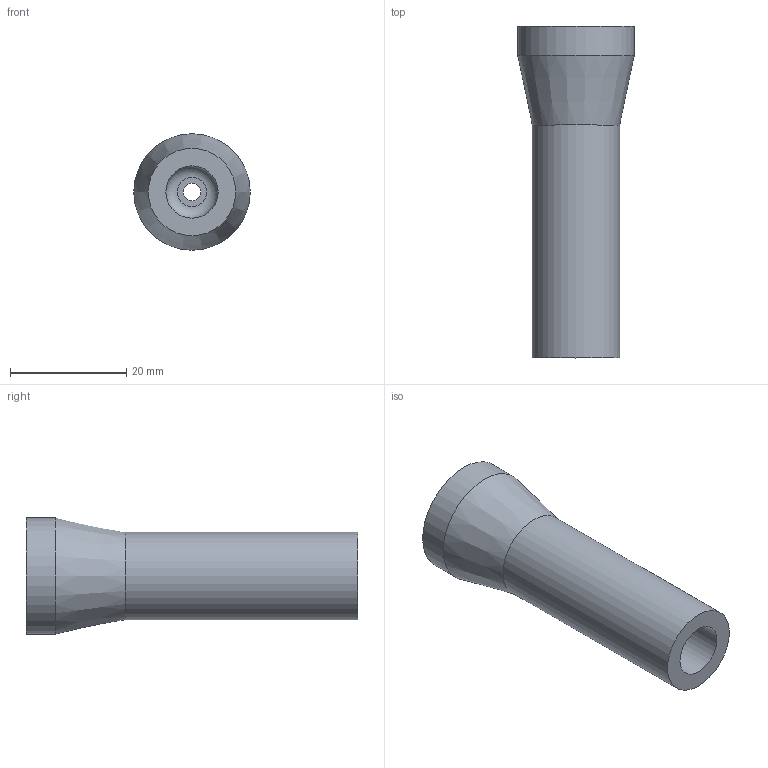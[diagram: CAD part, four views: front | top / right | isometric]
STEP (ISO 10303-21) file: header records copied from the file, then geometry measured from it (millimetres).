
FILE_DESCRIPTION(/* description */ (''),/* implementation_level */ '2;1');
FILE_NAME(/* name */ '2BA9SE.stp',/* time_stamp */ '2016-07-22T09:53:17-04:00',/* author */ ('CAD Station'),/* organization */ (''),/* preprocessor_version */ 'ST-DEVELOPER v16.1',/* originating_system */ 'Autodesk Inventor 2016',/* authorisation */ '');
FILE_SCHEMA (('AUTOMOTIVE_DESIGN { 1 0 10303 214 3 1 1 }'));
Length unit declared in the file: millimetre
Products named in the file (1): 2BA9SE
Bounding box: 20 x 57 x 20 mm (x, y, z)
Volume: 8455.7 mm3; surface area: 4468.9 mm2
Topology: 1 solids, 1 shells, 13 faces, 25 edges, 16 vertices
Faces by surface type: cylinder 5, plane 4, torus 2, cone 2
Full cylindrical faces by diameter (mm): 3 x1, 9 x1, 15 x2, 20 x1
Entity records: 322 total; most frequent: DIRECTION 56, CARTESIAN_POINT 42, ORIENTED_EDGE 28, AXIS2_PLACEMENT_3D 28, EDGE_LOOP 26, CIRCLE 14, VERTEX_POINT 14, EDGE_CURVE 14
